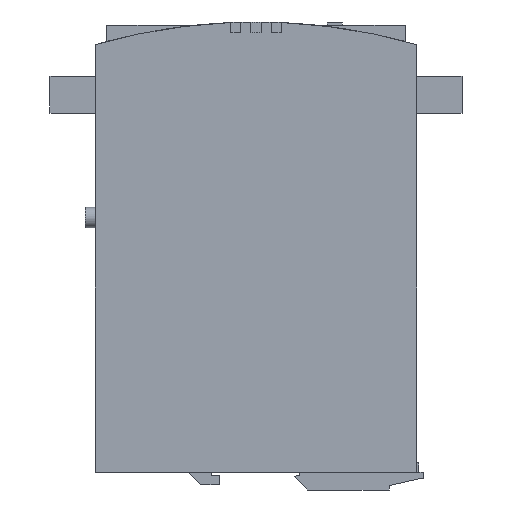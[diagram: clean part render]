
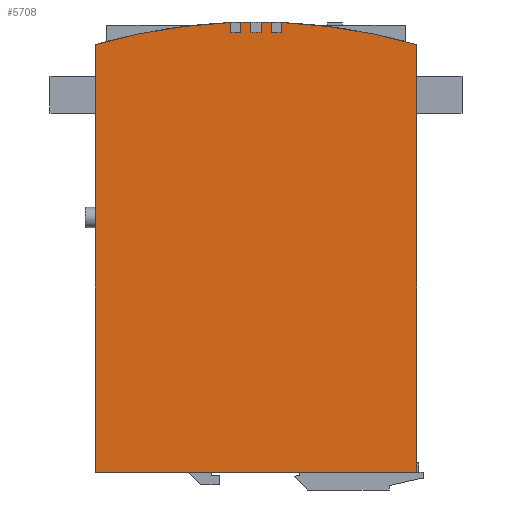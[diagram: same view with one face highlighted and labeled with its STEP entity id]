
A CAD part, left-side view. The second image highlights one B-rep face of the part: STEP entity #5708.
In plain terms, the highlighted planar face has unit normal (-1, 0, 0).
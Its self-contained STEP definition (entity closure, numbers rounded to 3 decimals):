
#84 = DIRECTION ( 'NONE',  ( 0., 0., -1. ) ) ;
#541 = AXIS2_PLACEMENT_3D ( 'NONE', #4587, #39528, #32830 ) ;
#581 = EDGE_CURVE ( 'NONE', #35986, #23489, #14462, .T. ) ;
#819 = DIRECTION ( 'NONE',  ( 1., 0., 0. ) ) ;
#870 = DIRECTION ( 'NONE',  ( 0., 0., -1. ) ) ;
#926 = EDGE_CURVE ( 'NONE', #25334, #27167, #27944, .T. ) ;
#1031 = ORIENTED_EDGE ( 'NONE', *, *, #7883, .F. ) ;
#1453 = CIRCLE ( 'NONE', #10256, 230. ) ;
#1564 = DIRECTION ( 'NONE',  ( 0., 0., 1. ) ) ;
#1685 = LINE ( 'NONE', #25756, #31173 ) ;
#1866 = EDGE_CURVE ( 'NONE', #23489, #22396, #34860, .T. ) ;
#1977 = VECTOR ( 'NONE', #17873, 1000. ) ;
#2308 = EDGE_CURVE ( 'NONE', #34988, #40200, #17267, .T. ) ;
#2339 = VERTEX_POINT ( 'NONE', #30853 ) ;
#3252 = DIRECTION ( 'NONE',  ( 0., 0., -1. ) ) ;
#3692 = VERTEX_POINT ( 'NONE', #11889 ) ;
#4081 = DIRECTION ( 'NONE',  ( 0., 0., 1. ) ) ;
#4436 = VERTEX_POINT ( 'NONE', #18807 ) ;
#4587 = CARTESIAN_POINT ( 'NONE',  ( -28.5, 0., -210. ) ) ;
#4617 = DIRECTION ( 'NONE',  ( 0., 1., 0. ) ) ;
#4658 = VERTEX_POINT ( 'NONE', #23512 ) ;
#5016 = VERTEX_POINT ( 'NONE', #16100 ) ;
#5708 = ADVANCED_FACE ( 'NONE', ( #26811 ), #22896, .F. ) ;
#5747 = VECTOR ( 'NONE', #4617, 1000. ) ;
#5875 = DIRECTION ( 'NONE',  ( 0., 0., 1. ) ) ;
#6799 = ORIENTED_EDGE ( 'NONE', *, *, #1866, .F. ) ;
#6864 = CARTESIAN_POINT ( 'NONE',  ( -28.5, -6., 15.92 ) ) ;
#6909 = CARTESIAN_POINT ( 'NONE',  ( -28.5, 0., -210. ) ) ;
#7216 = LINE ( 'NONE', #20267, #9237 ) ;
#7883 = EDGE_CURVE ( 'NONE', #27167, #34777, #38723, .T. ) ;
#8100 = DIRECTION ( 'NONE',  ( 0., 0., -1. ) ) ;
#8206 = ORIENTED_EDGE ( 'NONE', *, *, #32390, .F. ) ;
#8403 = DIRECTION ( 'NONE',  ( 1., 0., 0. ) ) ;
#9033 = ORIENTED_EDGE ( 'NONE', *, *, #10001, .F. ) ;
#9237 = VECTOR ( 'NONE', #870, 1000. ) ;
#9285 = EDGE_CURVE ( 'NONE', #5016, #2339, #1453, .T. ) ;
#9796 = CARTESIAN_POINT ( 'NONE',  ( -28.5, -63.5, -158.15 ) ) ;
#10001 = EDGE_CURVE ( 'NONE', #4436, #22337, #29363, .T. ) ;
#10033 = CIRCLE ( 'NONE', #541, 230. ) ;
#10204 = CARTESIAN_POINT ( 'NONE',  ( -28.5, 0., -210. ) ) ;
#10234 = LINE ( 'NONE', #36620, #5747 ) ;
#10256 = AXIS2_PLACEMENT_3D ( 'NONE', #6909, #22548, #35558 ) ;
#10644 = CARTESIAN_POINT ( 'NONE',  ( -28.5, 0., -210. ) ) ;
#11472 = ORIENTED_EDGE ( 'NONE', *, *, #16172, .F. ) ;
#11875 = DIRECTION ( 'NONE',  ( 0., 0., 1. ) ) ;
#11889 = CARTESIAN_POINT ( 'NONE',  ( -28.5, -2., 15.991 ) ) ;
#11994 = EDGE_CURVE ( 'NONE', #22337, #3692, #22730, .T. ) ;
#13248 = DIRECTION ( 'NONE',  ( 1., 0., 0. ) ) ;
#13513 = CARTESIAN_POINT ( 'NONE',  ( -28.5, 6., 15.92 ) ) ;
#13751 = ORIENTED_EDGE ( 'NONE', *, *, #17178, .F. ) ;
#14462 = LINE ( 'NONE', #27098, #1977 ) ;
#14768 = CARTESIAN_POINT ( 'NONE',  ( -28.5, 10., 15.779 ) ) ;
#14959 = AXIS2_PLACEMENT_3D ( 'NONE', #10204, #23708, #8100 ) ;
#15368 = CARTESIAN_POINT ( 'NONE',  ( -28.5, -10., 15.779 ) ) ;
#15505 = ORIENTED_EDGE ( 'NONE', *, *, #926, .F. ) ;
#16100 = CARTESIAN_POINT ( 'NONE',  ( -28.5, -2., 19.991 ) ) ;
#16168 = ORIENTED_EDGE ( 'NONE', *, *, #34840, .F. ) ;
#16172 = EDGE_CURVE ( 'NONE', #34777, #19862, #36350, .T. ) ;
#16351 = CARTESIAN_POINT ( 'NONE',  ( -28.5, 6., 19.922 ) ) ;
#16539 = EDGE_CURVE ( 'NONE', #22396, #25334, #27785, .T. ) ;
#17178 = EDGE_CURVE ( 'NONE', #2339, #40916, #1685, .T. ) ;
#17267 = LINE ( 'NONE', #15368, #40301 ) ;
#17873 = DIRECTION ( 'NONE',  ( 0., 0., 1. ) ) ;
#18294 = VECTOR ( 'NONE', #37143, 1000. ) ;
#18730 = ORIENTED_EDGE ( 'NONE', *, *, #20869, .F. ) ;
#18807 = CARTESIAN_POINT ( 'NONE',  ( -28.5, 2., 15.991 ) ) ;
#19043 = CARTESIAN_POINT ( 'NONE',  ( -28.5, 63.5, 11.061 ) ) ;
#19216 = EDGE_CURVE ( 'NONE', #3692, #5016, #25973, .T. ) ;
#19308 = CARTESIAN_POINT ( 'NONE',  ( -28.5, 10., 19.783 ) ) ;
#19862 = VERTEX_POINT ( 'NONE', #38298 ) ;
#20010 = CARTESIAN_POINT ( 'NONE',  ( -28.5, 0., -210. ) ) ;
#20267 = CARTESIAN_POINT ( 'NONE',  ( -28.5, -63.5, -158.15 ) ) ;
#20472 = AXIS2_PLACEMENT_3D ( 'NONE', #37033, #8403, #11875 ) ;
#20598 = ORIENTED_EDGE ( 'NONE', *, *, #9285, .F. ) ;
#20869 = EDGE_CURVE ( 'NONE', #40916, #34988, #35164, .T. ) ;
#21225 = VECTOR ( 'NONE', #26308, 1000. ) ;
#21519 = AXIS2_PLACEMENT_3D ( 'NONE', #10644, #39415, #1564 ) ;
#22337 = VERTEX_POINT ( 'NONE', #34013 ) ;
#22376 = CARTESIAN_POINT ( 'NONE',  ( -28.5, 0., -210. ) ) ;
#22396 = VERTEX_POINT ( 'NONE', #19308 ) ;
#22548 = DIRECTION ( 'NONE',  ( 1., 0., 0. ) ) ;
#22643 = EDGE_LOOP ( 'NONE', ( #15505, #24122, #6799, #28071, #32982, #39917, #16168, #26387, #18730, #13751, #20598, #34106, #36282, #9033, #8206, #11472, #1031 ) ) ;
#22730 = CIRCLE ( 'NONE', #33081, 226. ) ;
#22816 = CARTESIAN_POINT ( 'NONE',  ( -28.5, 10., 15.779 ) ) ;
#22896 = PLANE ( 'NONE',  #14959 ) ;
#23489 = VERTEX_POINT ( 'NONE', #19043 ) ;
#23512 = CARTESIAN_POINT ( 'NONE',  ( -28.5, -63.5, 11.061 ) ) ;
#23708 = DIRECTION ( 'NONE',  ( 1., 0., 0. ) ) ;
#24122 = ORIENTED_EDGE ( 'NONE', *, *, #16539, .F. ) ;
#25051 = CARTESIAN_POINT ( 'NONE',  ( -28.5, -2., 15.991 ) ) ;
#25242 = LINE ( 'NONE', #31907, #39243 ) ;
#25334 = VERTEX_POINT ( 'NONE', #22816 ) ;
#25523 = AXIS2_PLACEMENT_3D ( 'NONE', #22376, #28531, #3252 ) ;
#25756 = CARTESIAN_POINT ( 'NONE',  ( -28.5, -6., 15.92 ) ) ;
#25973 = LINE ( 'NONE', #25051, #41457 ) ;
#26176 = CARTESIAN_POINT ( 'NONE',  ( -28.5, 6., 15.92 ) ) ;
#26308 = DIRECTION ( 'NONE',  ( 0., 0., 1. ) ) ;
#26387 = ORIENTED_EDGE ( 'NONE', *, *, #2308, .F. ) ;
#26562 = AXIS2_PLACEMENT_3D ( 'NONE', #32678, #819, #33373 ) ;
#26811 = FACE_OUTER_BOUND ( 'NONE', #22643, .T. ) ;
#27098 = CARTESIAN_POINT ( 'NONE',  ( -28.5, 63.5, -158.15 ) ) ;
#27167 = VERTEX_POINT ( 'NONE', #13513 ) ;
#27785 = LINE ( 'NONE', #14768, #18294 ) ;
#27944 = CIRCLE ( 'NONE', #26562, 226. ) ;
#28071 = ORIENTED_EDGE ( 'NONE', *, *, #581, .F. ) ;
#28485 = EDGE_CURVE ( 'NONE', #4658, #28883, #7216, .T. ) ;
#28531 = DIRECTION ( 'NONE',  ( 1., 0., 0. ) ) ;
#28663 = EDGE_CURVE ( 'NONE', #28883, #35986, #10234, .T. ) ;
#28883 = VERTEX_POINT ( 'NONE', #9796 ) ;
#29363 = CIRCLE ( 'NONE', #21519, 226. ) ;
#30410 = CARTESIAN_POINT ( 'NONE',  ( -28.5, -10., 15.779 ) ) ;
#30853 = CARTESIAN_POINT ( 'NONE',  ( -28.5, -6., 19.922 ) ) ;
#31173 = VECTOR ( 'NONE', #84, 1000. ) ;
#31537 = CARTESIAN_POINT ( 'NONE',  ( -28.5, -10., 19.783 ) ) ;
#31907 = CARTESIAN_POINT ( 'NONE',  ( -28.5, 2., 15.991 ) ) ;
#32278 = CARTESIAN_POINT ( 'NONE',  ( -28.5, 0., -210. ) ) ;
#32390 = EDGE_CURVE ( 'NONE', #19862, #4436, #25242, .T. ) ;
#32678 = CARTESIAN_POINT ( 'NONE',  ( -28.5, 0., -210. ) ) ;
#32830 = DIRECTION ( 'NONE',  ( 0., 0., -1. ) ) ;
#32982 = ORIENTED_EDGE ( 'NONE', *, *, #28663, .F. ) ;
#33081 = AXIS2_PLACEMENT_3D ( 'NONE', #20010, #35680, #4081 ) ;
#33373 = DIRECTION ( 'NONE',  ( 0., 0., 1. ) ) ;
#34013 = CARTESIAN_POINT ( 'NONE',  ( -28.5, 0., 16. ) ) ;
#34106 = ORIENTED_EDGE ( 'NONE', *, *, #19216, .F. ) ;
#34722 = DIRECTION ( 'NONE',  ( 0., 0., 1. ) ) ;
#34777 = VERTEX_POINT ( 'NONE', #16351 ) ;
#34840 = EDGE_CURVE ( 'NONE', #40200, #4658, #10033, .T. ) ;
#34860 = CIRCLE ( 'NONE', #25523, 230. ) ;
#34983 = DIRECTION ( 'NONE',  ( 0., 0., -1. ) ) ;
#34988 = VERTEX_POINT ( 'NONE', #30410 ) ;
#35164 = CIRCLE ( 'NONE', #20472, 226. ) ;
#35268 = CARTESIAN_POINT ( 'NONE',  ( -28.5, 63.5, -158.15 ) ) ;
#35558 = DIRECTION ( 'NONE',  ( 0., 0., -1. ) ) ;
#35680 = DIRECTION ( 'NONE',  ( 1., 0., 0. ) ) ;
#35897 = DIRECTION ( 'NONE',  ( 0., 0., -1. ) ) ;
#35986 = VERTEX_POINT ( 'NONE', #35268 ) ;
#36282 = ORIENTED_EDGE ( 'NONE', *, *, #11994, .F. ) ;
#36350 = CIRCLE ( 'NONE', #37995, 230. ) ;
#36620 = CARTESIAN_POINT ( 'NONE',  ( -28.5, 63.5, -158.15 ) ) ;
#37033 = CARTESIAN_POINT ( 'NONE',  ( -28.5, 0., -210. ) ) ;
#37143 = DIRECTION ( 'NONE',  ( 0., 0., -1. ) ) ;
#37995 = AXIS2_PLACEMENT_3D ( 'NONE', #32278, #13248, #35897 ) ;
#38298 = CARTESIAN_POINT ( 'NONE',  ( -28.5, 2., 19.991 ) ) ;
#38723 = LINE ( 'NONE', #26176, #21225 ) ;
#39243 = VECTOR ( 'NONE', #34983, 1000. ) ;
#39415 = DIRECTION ( 'NONE',  ( 1., 0., 0. ) ) ;
#39528 = DIRECTION ( 'NONE',  ( 1., 0., 0. ) ) ;
#39917 = ORIENTED_EDGE ( 'NONE', *, *, #28485, .F. ) ;
#40200 = VERTEX_POINT ( 'NONE', #31537 ) ;
#40301 = VECTOR ( 'NONE', #5875, 1000. ) ;
#40916 = VERTEX_POINT ( 'NONE', #6864 ) ;
#41457 = VECTOR ( 'NONE', #34722, 1000. ) ;
